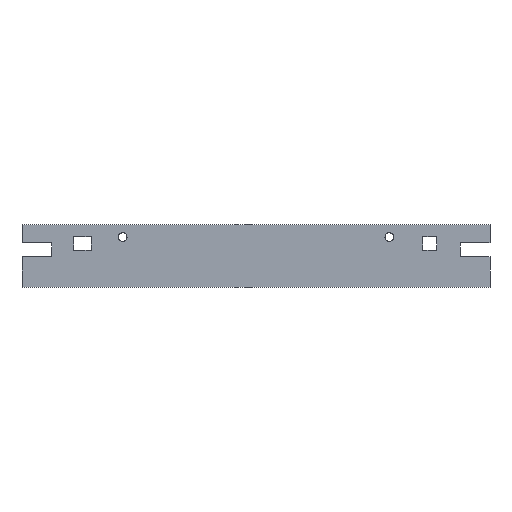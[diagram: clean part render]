
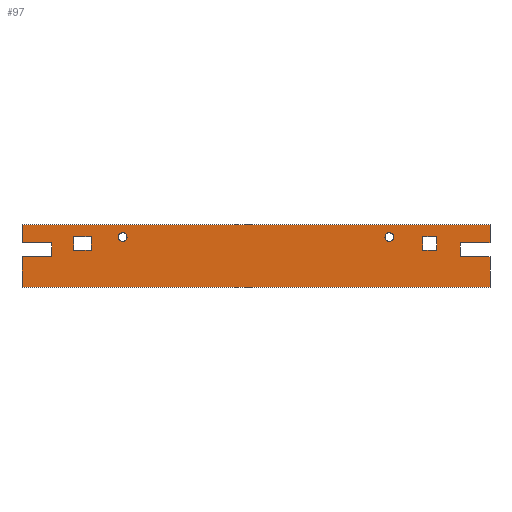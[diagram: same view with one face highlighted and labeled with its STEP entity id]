
A CAD part, top view. The second image highlights one B-rep face of the part: STEP entity #97.
In plain terms, the highlighted planar face has unit normal (0, 0, 1).
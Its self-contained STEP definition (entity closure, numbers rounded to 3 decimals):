
#97=ADVANCED_FACE('',(#194,#195,#196,#197,#198),#199,.F.);
#194=FACE_BOUND('',#288,.T.);
#195=FACE_BOUND('',#289,.T.);
#196=FACE_BOUND('',#290,.T.);
#197=FACE_BOUND('',#291,.T.);
#198=FACE_OUTER_BOUND('',#292,.T.);
#199=PLANE('',#293);
#288=EDGE_LOOP('',(#507,#508));
#289=EDGE_LOOP('',(#509,#510));
#290=EDGE_LOOP('',(#511,#512,#513,#514));
#291=EDGE_LOOP('',(#515,#516,#517,#518));
#292=EDGE_LOOP('',(#519,#520,#521,#522,#523,#524,#525,#526,#527,#528,#529,#530));
#293=AXIS2_PLACEMENT_3D('',#531,#532,#533);
#507=ORIENTED_EDGE('',*,*,#560,.T.);
#508=ORIENTED_EDGE('',*,*,#562,.T.);
#509=ORIENTED_EDGE('',*,*,#555,.T.);
#510=ORIENTED_EDGE('',*,*,#565,.T.);
#511=ORIENTED_EDGE('',*,*,#576,.T.);
#512=ORIENTED_EDGE('',*,*,#579,.T.);
#513=ORIENTED_EDGE('',*,*,#569,.T.);
#514=ORIENTED_EDGE('',*,*,#581,.T.);
#515=ORIENTED_EDGE('',*,*,#592,.T.);
#516=ORIENTED_EDGE('',*,*,#595,.T.);
#517=ORIENTED_EDGE('',*,*,#585,.T.);
#518=ORIENTED_EDGE('',*,*,#597,.T.);
#519=ORIENTED_EDGE('',*,*,#601,.T.);
#520=ORIENTED_EDGE('',*,*,#619,.F.);
#521=ORIENTED_EDGE('',*,*,#645,.F.);
#522=ORIENTED_EDGE('',*,*,#642,.T.);
#523=ORIENTED_EDGE('',*,*,#630,.T.);
#524=ORIENTED_EDGE('',*,*,#637,.T.);
#525=ORIENTED_EDGE('',*,*,#635,.T.);
#526=ORIENTED_EDGE('',*,*,#640,.T.);
#527=ORIENTED_EDGE('',*,*,#646,.F.);
#528=ORIENTED_EDGE('',*,*,#613,.F.);
#529=ORIENTED_EDGE('',*,*,#608,.T.);
#530=ORIENTED_EDGE('',*,*,#611,.T.);
#531=CARTESIAN_POINT('',(186.0,25.0,10.0));
#532=DIRECTION('',(0.0,0.0,-1.0));
#533=DIRECTION('',(0.0,1.0,0.0));
#555=EDGE_CURVE('',#652,#656,#658,.T.);
#560=EDGE_CURVE('',#661,#665,#667,.T.);
#562=EDGE_CURVE('',#665,#661,#669,.T.);
#565=EDGE_CURVE('',#656,#652,#672,.T.);
#569=EDGE_CURVE('',#678,#675,#679,.T.);
#576=EDGE_CURVE('',#685,#689,#691,.T.);
#579=EDGE_CURVE('',#689,#678,#694,.T.);
#581=EDGE_CURVE('',#675,#685,#696,.T.);
#585=EDGE_CURVE('',#702,#699,#703,.T.);
#592=EDGE_CURVE('',#709,#713,#715,.T.);
#595=EDGE_CURVE('',#713,#702,#718,.T.);
#597=EDGE_CURVE('',#699,#709,#720,.T.);
#601=EDGE_CURVE('',#726,#723,#727,.T.);
#608=EDGE_CURVE('',#733,#737,#739,.T.);
#611=EDGE_CURVE('',#737,#726,#742,.T.);
#613=EDGE_CURVE('',#733,#744,#745,.T.);
#619=EDGE_CURVE('',#752,#723,#754,.T.);
#630=EDGE_CURVE('',#772,#770,#773,.T.);
#635=EDGE_CURVE('',#776,#778,#780,.T.);
#637=EDGE_CURVE('',#770,#776,#782,.T.);
#640=EDGE_CURVE('',#778,#784,#786,.T.);
#642=EDGE_CURVE('',#788,#772,#789,.T.);
#645=EDGE_CURVE('',#788,#752,#792,.T.);
#646=EDGE_CURVE('',#744,#784,#793,.T.);
#652=VERTEX_POINT('',#799);
#656=VERTEX_POINT('',#804);
#658=CIRCLE('',#807,3.5);
#661=VERTEX_POINT('',#810);
#665=VERTEX_POINT('',#815);
#667=CIRCLE('',#818,3.5);
#669=CIRCLE('',#820,3.5);
#672=CIRCLE('',#823,3.5);
#675=VERTEX_POINT('',#826);
#678=VERTEX_POINT('',#830);
#679=LINE('',#831,#832);
#685=VERTEX_POINT('',#840);
#689=VERTEX_POINT('',#846);
#691=LINE('',#849,#850);
#694=LINE('',#854,#855);
#696=LINE('',#857,#858);
#699=VERTEX_POINT('',#862);
#702=VERTEX_POINT('',#866);
#703=LINE('',#867,#868);
#709=VERTEX_POINT('',#876);
#713=VERTEX_POINT('',#882);
#715=LINE('',#885,#886);
#718=LINE('',#890,#891);
#720=LINE('',#893,#894);
#723=VERTEX_POINT('',#898);
#726=VERTEX_POINT('',#902);
#727=LINE('',#903,#904);
#733=VERTEX_POINT('',#912);
#737=VERTEX_POINT('',#918);
#739=LINE('',#921,#922);
#742=LINE('',#926,#927);
#744=VERTEX_POINT('',#929);
#745=LINE('',#930,#931);
#752=VERTEX_POINT('',#941);
#754=LINE('',#944,#945);
#770=VERTEX_POINT('',#968);
#772=VERTEX_POINT('',#971);
#773=LINE('',#972,#973);
#776=VERTEX_POINT('',#977);
#778=VERTEX_POINT('',#980);
#780=LINE('',#983,#984);
#782=LINE('',#986,#987);
#784=VERTEX_POINT('',#989);
#786=LINE('',#992,#993);
#788=VERTEX_POINT('',#995);
#789=LINE('',#996,#997);
#792=LINE('',#1001,#1002);
#793=LINE('',#1003,#1004);
#799=CARTESIAN_POINT('',(83.5,40.0,10.0));
#804=CARTESIAN_POINT('',(76.5,40.0,10.0));
#807=AXIS2_PLACEMENT_3D('',#1013,#1014,#1015);
#810=CARTESIAN_POINT('',(295.5,40.0,10.0));
#815=CARTESIAN_POINT('',(288.5,40.0,10.0));
#818=AXIS2_PLACEMENT_3D('',#1021,#1022,#1023);
#820=AXIS2_PLACEMENT_3D('',#1024,#1025,#1026);
#823=AXIS2_PLACEMENT_3D('',#1030,#1031,#1032);
#826=CARTESIAN_POINT('',(329.5,40.5,10.0));
#830=CARTESIAN_POINT('',(318.5,40.5,10.0));
#831=CARTESIAN_POINT('',(255.0,40.5,10.0));
#832=VECTOR('',#1037,1.0);
#840=CARTESIAN_POINT('',(329.5,29.5,10.0));
#846=CARTESIAN_POINT('',(318.5,29.5,10.0));
#849=CARTESIAN_POINT('',(255.0,29.5,10.0));
#850=VECTOR('',#1043,1.0);
#854=CARTESIAN_POINT('',(318.5,30.0,10.0));
#855=VECTOR('',#1045,1.0);
#857=CARTESIAN_POINT('',(329.5,30.0,10.0));
#858=VECTOR('',#1046,1.0);
#862=CARTESIAN_POINT('',(55.0,40.5,10.0));
#866=CARTESIAN_POINT('',(41.0,40.5,10.0));
#867=CARTESIAN_POINT('',(117.0,40.5,10.0));
#868=VECTOR('',#1049,1.0);
#876=CARTESIAN_POINT('',(55.0,29.5,10.0));
#882=CARTESIAN_POINT('',(41.0,29.5,10.0));
#885=CARTESIAN_POINT('',(117.0,29.5,10.0));
#886=VECTOR('',#1055,1.0);
#890=CARTESIAN_POINT('',(41.0,30.0,10.0));
#891=VECTOR('',#1057,1.0);
#893=CARTESIAN_POINT('',(55.0,30.0,10.0));
#894=VECTOR('',#1058,1.0);
#898=CARTESIAN_POINT('',(372.0,35.5,10.0));
#902=CARTESIAN_POINT('',(348.5,35.5,10.0));
#903=CARTESIAN_POINT('',(273.125,35.5,10.0));
#904=VECTOR('',#1061,1.0);
#912=CARTESIAN_POINT('',(372.0,24.5,10.0));
#918=CARTESIAN_POINT('',(348.5,24.5,10.0));
#921=CARTESIAN_POINT('',(273.125,24.5,10.0));
#922=VECTOR('',#1067,1.0);
#926=CARTESIAN_POINT('',(348.5,27.5,10.0));
#927=VECTOR('',#1069,1.0);
#929=CARTESIAN_POINT('',(372.0,0.0,10.0));
#930=CARTESIAN_POINT('',(372.0,25.0,10.0));
#931=VECTOR('',#1070,1.0);
#941=CARTESIAN_POINT('',(372.0,50.0,10.0));
#944=CARTESIAN_POINT('',(372.0,25.0,10.0));
#945=VECTOR('',#1075,1.0);
#968=CARTESIAN_POINT('',(23.5,35.5,10.0));
#971=CARTESIAN_POINT('',(0.0,35.5,10.0));
#972=CARTESIAN_POINT('',(98.875,35.5,10.0));
#973=VECTOR('',#1084,1.0);
#977=CARTESIAN_POINT('',(23.5,24.5,10.0));
#980=CARTESIAN_POINT('',(0.0,24.5,10.0));
#983=CARTESIAN_POINT('',(98.875,24.5,10.0));
#984=VECTOR('',#1088,1.0);
#986=CARTESIAN_POINT('',(23.5,27.5,10.0));
#987=VECTOR('',#1089,1.0);
#989=CARTESIAN_POINT('',(0.0,0.0,10.0));
#992=CARTESIAN_POINT('',(0.0,25.0,10.0));
#993=VECTOR('',#1091,1.0);
#995=CARTESIAN_POINT('',(0.0,50.0,10.0));
#996=CARTESIAN_POINT('',(0.0,25.0,10.0));
#997=VECTOR('',#1092,1.0);
#1001=CARTESIAN_POINT('',(186.0,50.0,10.0));
#1002=VECTOR('',#1094,1.0);
#1003=CARTESIAN_POINT('',(186.0,0.0,10.0));
#1004=VECTOR('',#1095,1.0);
#1013=CARTESIAN_POINT('',(80.0,40.0,10.0));
#1014=DIRECTION('',(0.0,0.0,-1.0));
#1015=DIRECTION('',(1.0,0.0,0.0));
#1021=CARTESIAN_POINT('',(292.0,40.0,10.0));
#1022=DIRECTION('',(0.0,0.0,-1.0));
#1023=DIRECTION('',(1.0,0.0,0.0));
#1024=CARTESIAN_POINT('',(292.0,40.0,10.0));
#1025=DIRECTION('',(0.0,0.0,-1.0));
#1026=DIRECTION('',(1.0,0.0,0.0));
#1030=CARTESIAN_POINT('',(80.0,40.0,10.0));
#1031=DIRECTION('',(0.0,0.0,-1.0));
#1032=DIRECTION('',(1.0,0.0,0.0));
#1037=DIRECTION('',(1.0,-0.0,0.0));
#1043=DIRECTION('',(-1.0,0.0,0.0));
#1045=DIRECTION('',(-0.0,1.0,0.0));
#1046=DIRECTION('',(-0.0,-1.0,-0.0));
#1049=DIRECTION('',(1.0,-0.0,0.0));
#1055=DIRECTION('',(-1.0,0.0,0.0));
#1057=DIRECTION('',(-0.0,1.0,0.0));
#1058=DIRECTION('',(-0.0,-1.0,-0.0));
#1061=DIRECTION('',(1.0,-0.0,0.0));
#1067=DIRECTION('',(-1.0,0.0,0.0));
#1069=DIRECTION('',(-0.0,1.0,0.0));
#1070=DIRECTION('',(0.0,-1.0,0.0));
#1075=DIRECTION('',(0.0,-1.0,0.0));
#1084=DIRECTION('',(1.0,-0.0,0.0));
#1088=DIRECTION('',(-1.0,0.0,0.0));
#1089=DIRECTION('',(-0.0,-1.0,-0.0));
#1091=DIRECTION('',(0.0,-1.0,0.0));
#1092=DIRECTION('',(0.0,-1.0,0.0));
#1094=DIRECTION('',(1.0,0.0,0.0));
#1095=DIRECTION('',(-1.0,0.0,0.0));
